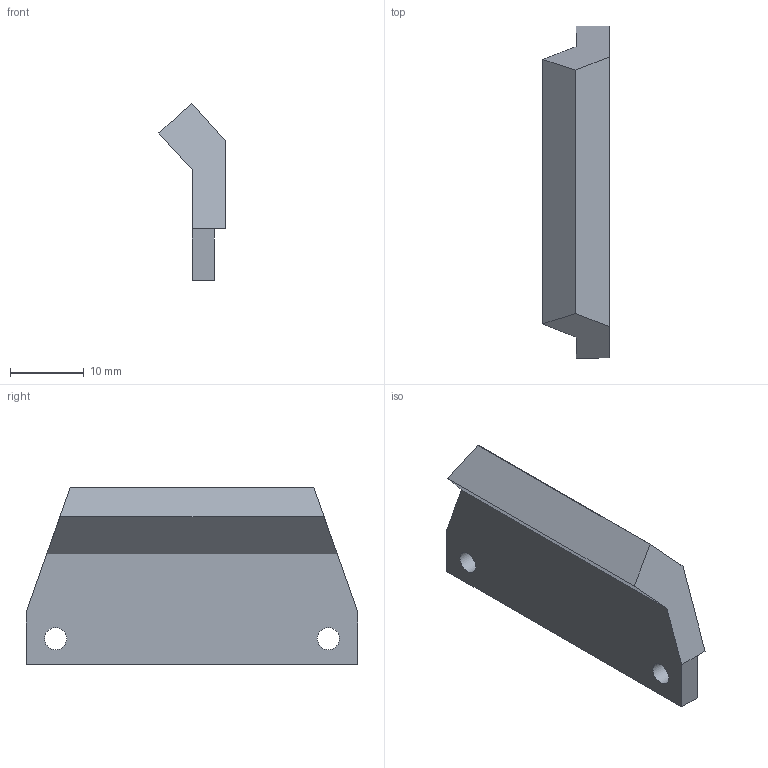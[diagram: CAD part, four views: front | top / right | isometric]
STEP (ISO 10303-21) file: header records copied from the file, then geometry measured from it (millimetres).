
FILE_DESCRIPTION(/* description */ (''),/* implementation_level */ '2;1');
FILE_NAME(/* name */ 'Brake Guide V1 v1.step',/* time_stamp */ '2024-06-04T18:33:01+02:00',/* author */ (''),/* organization */ (''),/* preprocessor_version */ 'ST-DEVELOPER v20',/* originating_system */ 'Autodesk Translation Framework v13.14.0.145',/* authorisation */ '');
FILE_SCHEMA (('AUTOMOTIVE_DESIGN { 1 0 10303 214 3 1 1 }'));
Length unit declared in the file: millimetre
Products named in the file (1): Brake Guide V1
Bounding box: 9 x 45 x 24 mm (x, y, z)
Volume: 4230.7 mm3; surface area: 2604.4 mm2
Topology: 1 solids, 1 shells, 15 faces, 37 edges, 24 vertices
Faces by surface type: plane 13, cylinder 2
Full cylindrical faces by diameter (mm): 3 x2
Entity records: 480 total; most frequent: CARTESIAN_POINT 77, ORIENTED_EDGE 74, DIRECTION 73, EDGE_CURVE 37, LINE 33, VECTOR 33, VERTEX_POINT 24, AXIS2_PLACEMENT_3D 20
